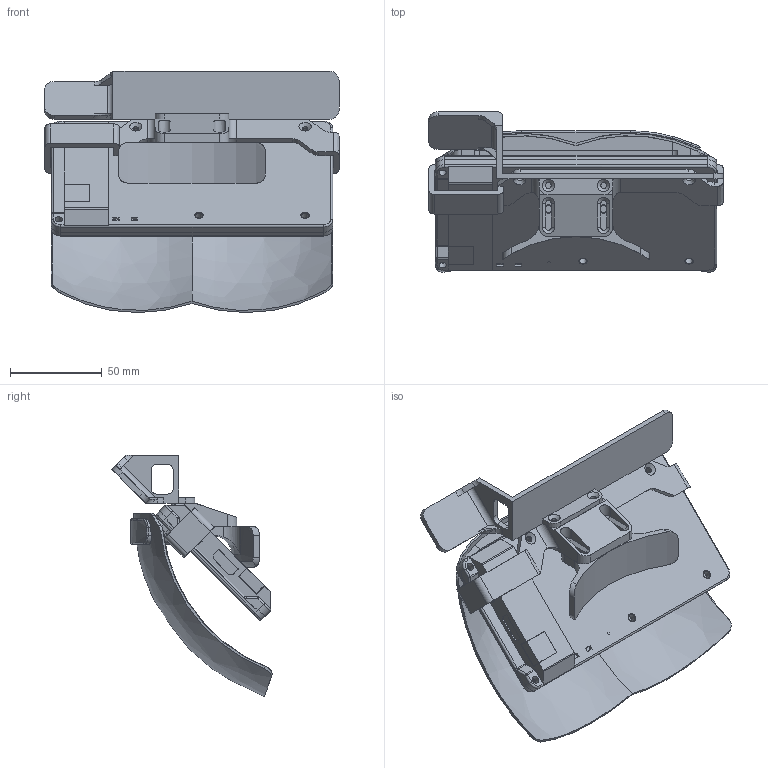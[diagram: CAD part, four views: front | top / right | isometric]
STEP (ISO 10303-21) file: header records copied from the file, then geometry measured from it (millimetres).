
FILE_DESCRIPTION(/* description */ (''),/* implementation_level */ '2;1');
FILE_NAME(/* name */ 'OpenThree_test v59.step',/* time_stamp */ '2023-05-21T14:13:31+09:00',/* author */ (''),/* organization */ (''),/* preprocessor_version */ 'ST-DEVELOPER v19.2',/* originating_system */ 'Autodesk Translation Framework v11.17.0.187',/* authorisation */ '');
FILE_SCHEMA (('AUTOMOTIVE_DESIGN { 1 0 10303 214 3 1 1 }'));
Length unit declared in the file: millimetre
Products named in the file (1): OpenThree_test
Bounding box: 160 x 87.13 x 131.18 mm (x, y, z)
Volume: 160467.3 mm3; surface area: 154230.8 mm2
Topology: 18 solids, 18 shells, 623 faces, 1584 edges, 1028 vertices
Faces by surface type: plane 367, cylinder 193, bspline 28, torus 22, cone 11, sphere 2
Full cylindrical faces by diameter (mm): 1.5 x10, 2.5 x6, 2.7 x4, 3.2 x4, 4 x15, 4.2 x4, 6.2 x4
Entity records: 20239 total; most frequent: CARTESIAN_POINT 4985, ORIENTED_EDGE 3168, DIRECTION 3061, EDGE_CURVE 1584, VERTEX_POINT 1028, LINE 1023, VECTOR 1023, AXIS2_PLACEMENT_3D 1019
